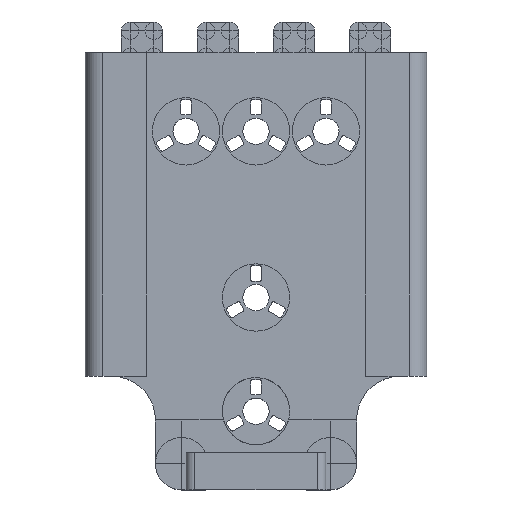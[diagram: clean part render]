
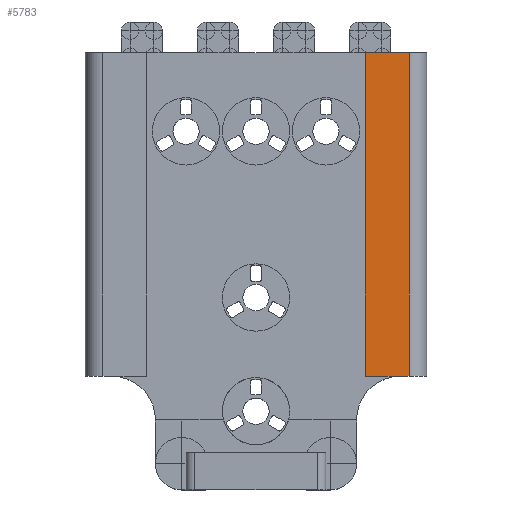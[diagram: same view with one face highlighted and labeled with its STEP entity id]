
A CAD part, top view. The second image highlights one B-rep face of the part: STEP entity #5783.
In plain terms, the highlighted planar face has unit normal (0, 0, 1).
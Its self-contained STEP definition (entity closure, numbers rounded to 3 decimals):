
#536 = VERTEX_POINT('',#537);
#537 = CARTESIAN_POINT('',(35.,-24.,11.));
#2179 = VERTEX_POINT('',#2180);
#2180 = CARTESIAN_POINT('',(35.,50.,11.));
#2189 = EDGE_CURVE('',#2179,#536,#2190,.T.);
#2190 = LINE('',#2191,#2192);
#2191 = CARTESIAN_POINT('',(35.,50.,11.));
#2192 = VECTOR('',#2193,1.);
#2193 = DIRECTION('',(0.,-1.,0.));
#2212 = VERTEX_POINT('',#2213);
#2213 = CARTESIAN_POINT('',(33.,-24.,11.));
#2219 = EDGE_CURVE('',#2212,#536,#2220,.T.);
#2220 = LINE('',#2221,#2222);
#2221 = CARTESIAN_POINT('',(-35.,-24.,11.));
#2222 = VECTOR('',#2223,1.);
#2223 = DIRECTION('',(1.,0.,0.));
#5783 = ADVANCED_FACE('',(#5784),#5810,.T.);
#5784 = FACE_BOUND('',#5785,.T.);
#5785 = EDGE_LOOP('',(#5786,#5794,#5802,#5808,#5809));
#5786 = ORIENTED_EDGE('',*,*,#5787,.F.);
#5787 = EDGE_CURVE('',#5788,#2179,#5790,.T.);
#5788 = VERTEX_POINT('',#5789);
#5789 = CARTESIAN_POINT('',(25.,50.,11.));
#5790 = LINE('',#5791,#5792);
#5791 = CARTESIAN_POINT('',(-35.,50.,11.));
#5792 = VECTOR('',#5793,1.);
#5793 = DIRECTION('',(1.,0.,0.));
#5794 = ORIENTED_EDGE('',*,*,#5795,.F.);
#5795 = EDGE_CURVE('',#5796,#5788,#5798,.T.);
#5796 = VERTEX_POINT('',#5797);
#5797 = CARTESIAN_POINT('',(25.,-24.,11.));
#5798 = LINE('',#5799,#5800);
#5799 = CARTESIAN_POINT('',(25.,-34.,11.));
#5800 = VECTOR('',#5801,1.);
#5801 = DIRECTION('',(0.,1.,0.));
#5802 = ORIENTED_EDGE('',*,*,#5803,.T.);
#5803 = EDGE_CURVE('',#5796,#2212,#5804,.T.);
#5804 = LINE('',#5805,#5806);
#5805 = CARTESIAN_POINT('',(-35.,-24.,11.));
#5806 = VECTOR('',#5807,1.);
#5807 = DIRECTION('',(1.,0.,0.));
#5808 = ORIENTED_EDGE('',*,*,#2219,.T.);
#5809 = ORIENTED_EDGE('',*,*,#2189,.F.);
#5810 = PLANE('',#5811);
#5811 = AXIS2_PLACEMENT_3D('',#5812,#5813,#5814);
#5812 = CARTESIAN_POINT('',(-35.,50.,11.));
#5813 = DIRECTION('',(0.,0.,1.));
#5814 = DIRECTION('',(0.,-1.,0.));
